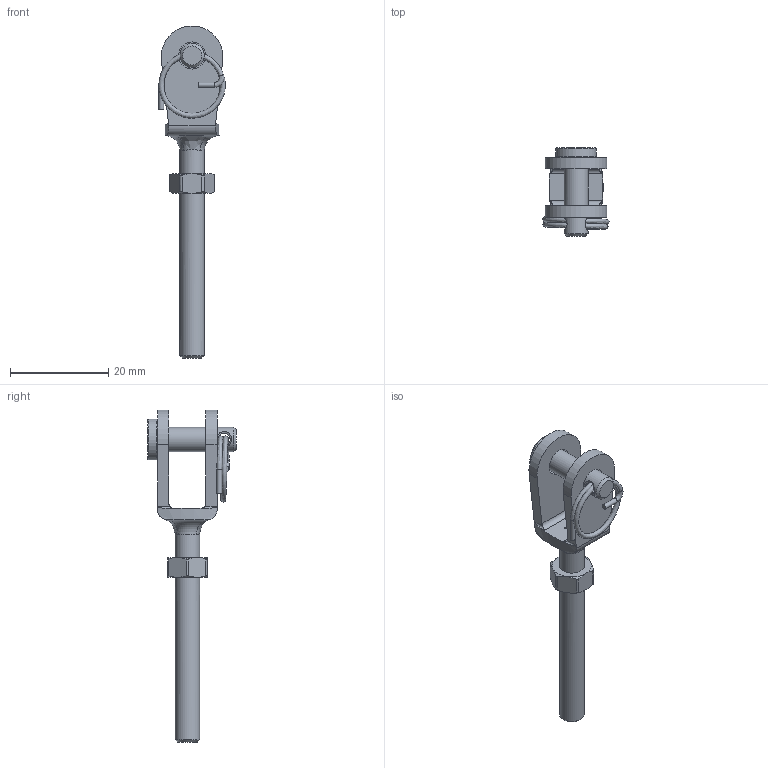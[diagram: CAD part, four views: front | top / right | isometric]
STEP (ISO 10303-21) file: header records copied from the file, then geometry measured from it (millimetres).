
FILE_DESCRIPTION (( 'STEP AP203' ), '1' );
FILE_NAME ('100059005.step', '2021-11-30T13:59:13', ( '' ), ( '' ), 'SwSTEP 2.0', 'SolidWorks 2018', '' );
FILE_SCHEMA (( 'CONFIG_CONTROL_DESIGN' ));
Length unit declared in the file: millimetre
Products named in the file (10): 100059005; 10005900X Teil1; DIN 934 M4-M20; 10005900X Teil2_100059005 Teil2; 10005900X Teil2; DIN 934 M4-M20_58321-240-5-L; 10005900X Teil3_100059005 Teil2; 10005900X Teil1_100059005 Teil1; 10005900X Teil3
Assembly tree (6 placements, depth 2):
  100059005
    10005900X Teil1_100059005 Teil1
    10005900X Teil2_100059005 Teil2
    10005900X Teil3_100059005 Teil2
    DIN 934 M4-M20_58321-240-5-L
  100059005
    DIN 934 M4-M20
    10005900X Teil3
  10005900X Teil1
  10005900X Teil2
Bounding box: 13.48 x 18 x 67.5 mm (x, y, z)
Volume: 2674.5 mm3; surface area: 2901.2 mm2
Topology: 4 solids, 4 shells, 299 faces, 773 edges, 515 vertices
Faces by surface type: plane 128, bspline 124, cylinder 27, cone 16, torus 4
Full cylindrical faces by diameter (mm): 1 x2, 2.5 x1, 4.2 x1, 4.9 x1, 5 x1, 5.5 x2, 8.3 x1
Entity records: 20478 total; most frequent: CARTESIAN_POINT 13254, ORIENTED_EDGE 1486, DIRECTION 872, EDGE_CURVE 743, VERTEX_POINT 498, VECTOR 390, LINE 390, EDGE_LOOP 353
